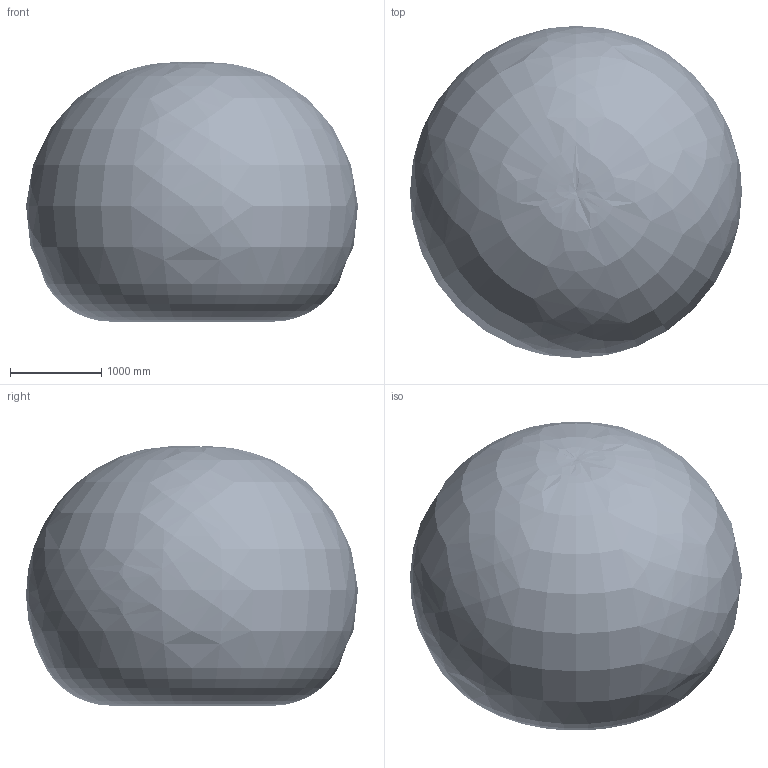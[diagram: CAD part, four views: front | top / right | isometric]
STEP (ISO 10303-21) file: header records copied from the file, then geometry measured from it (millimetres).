
FILE_DESCRIPTION(/* description */ ('STEP AP203'),/* implementation_level */ '2;1');
FILE_NAME(/* name */ '3D-model_AT_00005-SE01.stp',/* time_stamp */ '2024-07-19T10:27:03+02:00',/* author */ ('guillaume.haas'),/* organization */ (''),/* preprocessor_version */ 'ST-DEVELOPER v19.2',/* originating_system */ 'Autodesk Inventor 2023',/* authorisation */ '');
FILE_SCHEMA (('AUTOMOTIVE_DESIGN { 1 0 10303 214 3 1 1 }'));
Products named in the file (18): AT_00005-SE01_DUMMY articc6-2257-30kg; MT_WST00105763 Grundgestell; MT_WST00113276 Arbeitsbereich; MT_WST00116581 Dummy Hand; MT_WST00116582 Dummy Hand; MT_BGR00107714 Dummy Karussell; MT_WST00116597; MT_WST00116608 Rohr; MT_WST00116619; MT_BGR00107715 Dummy Schwinge; MT_WST00116600; MT_WST00116609 Rohr; MT_WST00116615 Rohr; MT_WST00116620; MT_BGR00108041; MT_WST00117282; MT_WST00117283 Wellrohr; MT_WST00116659
Assembly tree (17 placements, depth 3):
  AT_00005-SE01_DUMMY articc6-2257-30kg
    MT_WST00105763 Grundgestell
    MT_WST00113276 Arbeitsbereich
    MT_WST00116581 Dummy Hand
    MT_WST00116582 Dummy Hand
    MT_BGR00107714 Dummy Karussell
      MT_WST00116597
      MT_WST00116608 Rohr
      MT_WST00116619
    MT_BGR00107715 Dummy Schwinge
      MT_WST00116600
      MT_WST00116609 Rohr
      MT_WST00116615 Rohr
      MT_WST00116620
    MT_BGR00108041
      MT_WST00117282
      MT_WST00117283 Wellrohr
    MT_WST00116659
Bounding box: 3647.51 x 3648.17 x 2848.91 mm (x, y, z)
Volume: 21230234272.7 mm3; surface area: 49659197.3 mm2
Topology: 11 solids, 25 shells, 6924 faces, 17381 edges, 10721 vertices
Faces by surface type: plane 2025, bspline 1853, cylinder 1637, torus 700, cone 482, sphere 227
Full cylindrical faces by diameter (mm): 2.459 x2, 2.5 x6, 2.6 x2, 3.242 x10, 3.3 x2, 3.8 x5, 4 x6, 4.134 x7, 4.2 x2, 4.917 x13, 5 x12, 5.3 x6, 5.5 x12, 5.8 x7, 6 x7, 6.4 x4, 6.5 x14, 6.647 x28, 6.7 x1, 7 x2, 7.6 x6, 7.8 x1, 8 x4, 8.5 x31, 9.5 x6, 9.9 x4, 10 x38, 10.106 x11, 10.5 x7, 11.6 x11
Entity records: 384503 total; most frequent: CARTESIAN_POINT 221605, ORIENTED_EDGE 34272, DIRECTION 30671, EDGE_CURVE 17142, AXIS2_PLACEMENT_3D 12707, VERTEX_POINT 10705, EDGE_LOOP 7519, CIRCLE 7237
